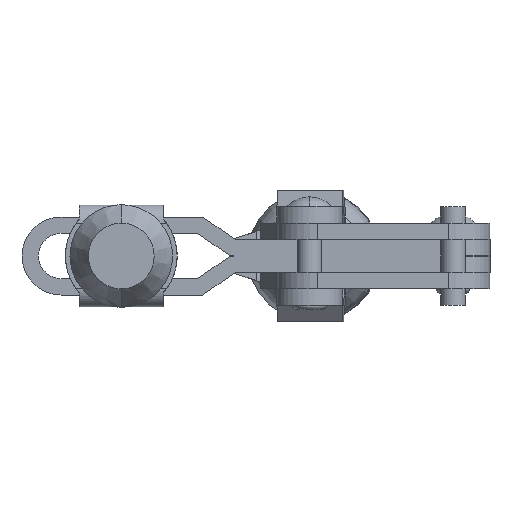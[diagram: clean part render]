
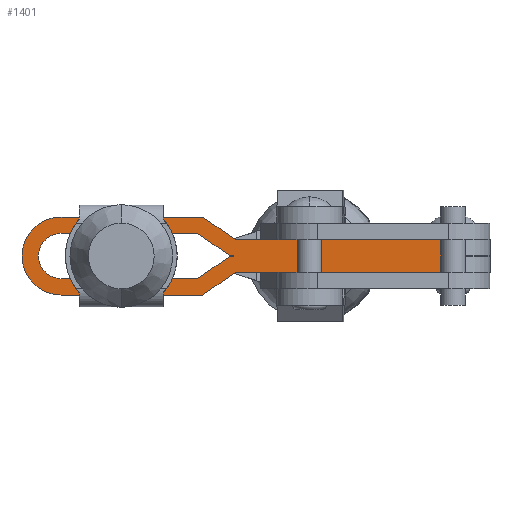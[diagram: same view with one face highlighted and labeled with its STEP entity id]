
A CAD part, front view. The second image highlights one B-rep face of the part: STEP entity #1401.
In plain terms, the highlighted planar face has unit normal (0, -1, 0).
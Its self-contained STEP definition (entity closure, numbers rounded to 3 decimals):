
#57 = VERTEX_POINT ( 'NONE', #5865 ) ;
#101 = VERTEX_POINT ( 'NONE', #130 ) ;
#103 = CARTESIAN_POINT ( 'NONE',  ( -5., 16., 0. ) ) ;
#130 = CARTESIAN_POINT ( 'NONE',  ( -31.621, 16., -2. ) ) ;
#140 = CARTESIAN_POINT ( 'NONE',  ( 2.004, 16., -2. ) ) ;
#169 = VERTEX_POINT ( 'NONE', #10168 ) ;
#220 = VECTOR ( 'NONE', #2389, 1000. ) ;
#301 = EDGE_CURVE ( 'NONE', #169, #8120, #4342, .T. ) ;
#342 = CIRCLE ( 'NONE', #8680, 2.75 ) ;
#359 = EDGE_CURVE ( 'NONE', #3309, #7000, #3578, .T. ) ;
#393 = LINE ( 'NONE', #8508, #8827 ) ;
#399 = DIRECTION ( 'NONE',  ( 1., 0., 0. ) ) ;
#449 = AXIS2_PLACEMENT_3D ( 'NONE', #6672, #1794, #7503 ) ;
#478 = LINE ( 'NONE', #3220, #220 ) ;
#509 = DIRECTION ( 'NONE',  ( 1., 0., 0. ) ) ;
#534 = CARTESIAN_POINT ( 'NONE',  ( -31., 16., -4. ) ) ;
#537 = CIRCLE ( 'NONE', #449, 4.75 ) ;
#1045 = EDGE_CURVE ( 'NONE', #7371, #3017, #478, .T. ) ;
#1134 = CARTESIAN_POINT ( 'NONE',  ( -5., 16., -6.75 ) ) ;
#1147 = CARTESIAN_POINT ( 'NONE',  ( -52.25, 16., -2. ) ) ;
#1195 = CARTESIAN_POINT ( 'NONE',  ( -35.621, 16., -4.75 ) ) ;
#1282 = CARTESIAN_POINT ( 'NONE',  ( -52.25, 16., -2. ) ) ;
#1296 = EDGE_CURVE ( 'NONE', #3059, #4545, #393, .T. ) ;
#1303 = ORIENTED_EDGE ( 'NONE', *, *, #7051, .F. ) ;
#1306 = EDGE_CURVE ( 'NONE', #7729, #7371, #6649, .T. ) ;
#1323 = VERTEX_POINT ( 'NONE', #1195 ) ;
#1401 = ADVANCED_FACE ( 'NONE', ( #5393 ), #8656, .F. ) ;
#1794 = DIRECTION ( 'NONE',  ( 0., 1., 0. ) ) ;
#1806 = VECTOR ( 'NONE', #9710, 1000. ) ;
#1961 = DIRECTION ( 'NONE',  ( 1., 0., 0. ) ) ;
#1972 = DIRECTION ( 'NONE',  ( 1., 0., 0. ) ) ;
#2294 = CARTESIAN_POINT ( 'NONE',  ( -52.25, 16., -6.75 ) ) ;
#2305 = VECTOR ( 'NONE', #1972, 1000. ) ;
#2389 = DIRECTION ( 'NONE',  ( 0.824, 0., -0.567 ) ) ;
#2434 = DIRECTION ( 'NONE',  ( 1., 0., 0. ) ) ;
#2619 = ORIENTED_EDGE ( 'NONE', *, *, #5298, .T. ) ;
#2908 = LINE ( 'NONE', #7324, #7243 ) ;
#2979 = VERTEX_POINT ( 'NONE', #2294 ) ;
#3017 = VERTEX_POINT ( 'NONE', #8832 ) ;
#3059 = VERTEX_POINT ( 'NONE', #4845 ) ;
#3115 = LINE ( 'NONE', #10189, #5039 ) ;
#3220 = CARTESIAN_POINT ( 'NONE',  ( -31., 16., 0. ) ) ;
#3259 = ORIENTED_EDGE ( 'NONE', *, *, #1306, .F. ) ;
#3309 = VERTEX_POINT ( 'NONE', #7769 ) ;
#3332 = DIRECTION ( 'NONE',  ( -0.824, 0., -0.567 ) ) ;
#3447 = VECTOR ( 'NONE', #4308, 1000. ) ;
#3460 = CARTESIAN_POINT ( 'NONE',  ( -35., 16., -6.75 ) ) ;
#3491 = LINE ( 'NONE', #534, #5674 ) ;
#3527 = ORIENTED_EDGE ( 'NONE', *, *, #9050, .F. ) ;
#3578 = LINE ( 'NONE', #1134, #9571 ) ;
#3588 = CARTESIAN_POINT ( 'NONE',  ( -31.621, 16., -2. ) ) ;
#3630 = DIRECTION ( 'NONE',  ( 0., 0., 1. ) ) ;
#3669 = CIRCLE ( 'NONE', #6080, 4.75 ) ;
#3741 = EDGE_CURVE ( 'NONE', #101, #1323, #5097, .T. ) ;
#3861 = EDGE_CURVE ( 'NONE', #4004, #169, #342, .T. ) ;
#3991 = EDGE_CURVE ( 'NONE', #3017, #7000, #2908, .T. ) ;
#4004 = VERTEX_POINT ( 'NONE', #7364 ) ;
#4227 = DIRECTION ( 'NONE',  ( -1., 0., 0. ) ) ;
#4265 = EDGE_CURVE ( 'NONE', #8058, #6101, #7993, .T. ) ;
#4277 = EDGE_CURVE ( 'NONE', #57, #7729, #3669, .T. ) ;
#4308 = DIRECTION ( 'NONE',  ( -1., 0., 0. ) ) ;
#4342 = CIRCLE ( 'NONE', #6449, 2.75 ) ;
#4360 = DIRECTION ( 'NONE',  ( -0.824, 0., -0.567 ) ) ;
#4403 = DIRECTION ( 'NONE',  ( 0.824, 0., -0.567 ) ) ;
#4443 = CARTESIAN_POINT ( 'NONE',  ( -35., 16., 2.75 ) ) ;
#4510 = CARTESIAN_POINT ( 'NONE',  ( -52.25, 16., -2. ) ) ;
#4545 = VERTEX_POINT ( 'NONE', #7312 ) ;
#4704 = LINE ( 'NONE', #5091, #6865 ) ;
#4728 = DIRECTION ( 'NONE',  ( 0., 1., 0. ) ) ;
#4787 = ORIENTED_EDGE ( 'NONE', *, *, #7201, .F. ) ;
#4845 = CARTESIAN_POINT ( 'NONE',  ( -5., 16., -4. ) ) ;
#4849 = ORIENTED_EDGE ( 'NONE', *, *, #3861, .T. ) ;
#5039 = VECTOR ( 'NONE', #399, 1000. ) ;
#5091 = CARTESIAN_POINT ( 'NONE',  ( 2.004, 16., -2. ) ) ;
#5097 = LINE ( 'NONE', #6799, #6990 ) ;
#5218 = DIRECTION ( 'NONE',  ( 0., 0., 1. ) ) ;
#5298 = EDGE_CURVE ( 'NONE', #1323, #4004, #8327, .T. ) ;
#5345 = DIRECTION ( 'NONE',  ( 1., 0., 0. ) ) ;
#5393 = FACE_OUTER_BOUND ( 'NONE', #7880, .T. ) ;
#5410 = DIRECTION ( 'NONE',  ( 0., 1., 0. ) ) ;
#5449 = DIRECTION ( 'NONE',  ( -1., 0., 0. ) ) ;
#5581 = ORIENTED_EDGE ( 'NONE', *, *, #359, .T. ) ;
#5617 = CARTESIAN_POINT ( 'NONE',  ( -52.25, 16., -4.75 ) ) ;
#5622 = LINE ( 'NONE', #9189, #3447 ) ;
#5674 = VECTOR ( 'NONE', #5449, 1000. ) ;
#5730 = LINE ( 'NONE', #140, #9797 ) ;
#5865 = CARTESIAN_POINT ( 'NONE',  ( -57., 16., -2. ) ) ;
#5989 = ORIENTED_EDGE ( 'NONE', *, *, #1296, .T. ) ;
#6059 = EDGE_CURVE ( 'NONE', #10171, #2979, #5622, .T. ) ;
#6080 = AXIS2_PLACEMENT_3D ( 'NONE', #1147, #6847, #1961 ) ;
#6101 = VERTEX_POINT ( 'NONE', #10019 ) ;
#6162 = ORIENTED_EDGE ( 'NONE', *, *, #3991, .F. ) ;
#6178 = ORIENTED_EDGE ( 'NONE', *, *, #301, .T. ) ;
#6213 = ORIENTED_EDGE ( 'NONE', *, *, #3741, .T. ) ;
#6420 = CARTESIAN_POINT ( 'NONE',  ( -35., 16., -6.75 ) ) ;
#6449 = AXIS2_PLACEMENT_3D ( 'NONE', #4510, #10216, #5345 ) ;
#6649 = LINE ( 'NONE', #10152, #2305 ) ;
#6672 = CARTESIAN_POINT ( 'NONE',  ( -52.25, 16., -2. ) ) ;
#6799 = CARTESIAN_POINT ( 'NONE',  ( -31.621, 16., -2. ) ) ;
#6847 = DIRECTION ( 'NONE',  ( 0., 1., 0. ) ) ;
#6865 = VECTOR ( 'NONE', #9973, 1000. ) ;
#6990 = VECTOR ( 'NONE', #4360, 1000. ) ;
#7000 = VERTEX_POINT ( 'NONE', #103 ) ;
#7051 = EDGE_CURVE ( 'NONE', #101, #4545, #4704, .T. ) ;
#7201 = EDGE_CURVE ( 'NONE', #3309, #6101, #5730, .T. ) ;
#7243 = VECTOR ( 'NONE', #2434, 1000. ) ;
#7312 = CARTESIAN_POINT ( 'NONE',  ( -5., 16., -2. ) ) ;
#7324 = CARTESIAN_POINT ( 'NONE',  ( 0., 16., 0. ) ) ;
#7364 = CARTESIAN_POINT ( 'NONE',  ( -52.25, 16., -4.75 ) ) ;
#7371 = VERTEX_POINT ( 'NONE', #4443 ) ;
#7503 = DIRECTION ( 'NONE',  ( 1., 0., 0. ) ) ;
#7729 = VERTEX_POINT ( 'NONE', #10564 ) ;
#7769 = CARTESIAN_POINT ( 'NONE',  ( -5., 16., -2. ) ) ;
#7869 = ORIENTED_EDGE ( 'NONE', *, *, #6059, .F. ) ;
#7880 = EDGE_LOOP ( 'NONE', ( #5989, #1303, #6213, #2619, #4849, #6178, #10097, #10429, #4787, #5581, #6162, #9985, #3259, #9813, #9228, #7869, #3527, #10586 ) ) ;
#7993 = LINE ( 'NONE', #3588, #9920 ) ;
#8013 = CARTESIAN_POINT ( 'NONE',  ( -31., 16., -4. ) ) ;
#8058 = VERTEX_POINT ( 'NONE', #8077 ) ;
#8077 = CARTESIAN_POINT ( 'NONE',  ( -35.621, 16., 0.75 ) ) ;
#8120 = VERTEX_POINT ( 'NONE', #8973 ) ;
#8327 = LINE ( 'NONE', #5617, #1806 ) ;
#8353 = AXIS2_PLACEMENT_3D ( 'NONE', #1282, #5410, #509 ) ;
#8452 = LINE ( 'NONE', #6420, #10372 ) ;
#8508 = CARTESIAN_POINT ( 'NONE',  ( -5., 16., -6.75 ) ) ;
#8568 = EDGE_CURVE ( 'NONE', #2979, #57, #537, .T. ) ;
#8656 = PLANE ( 'NONE',  #8353 ) ;
#8680 = AXIS2_PLACEMENT_3D ( 'NONE', #9619, #4728, #10441 ) ;
#8827 = VECTOR ( 'NONE', #3630, 1000. ) ;
#8832 = CARTESIAN_POINT ( 'NONE',  ( -31., 16., 0. ) ) ;
#8973 = CARTESIAN_POINT ( 'NONE',  ( -52.25, 16., 0.75 ) ) ;
#9050 = EDGE_CURVE ( 'NONE', #10380, #10171, #8452, .T. ) ;
#9189 = CARTESIAN_POINT ( 'NONE',  ( -52.25, 16., -6.75 ) ) ;
#9228 = ORIENTED_EDGE ( 'NONE', *, *, #8568, .F. ) ;
#9571 = VECTOR ( 'NONE', #5218, 1000. ) ;
#9619 = CARTESIAN_POINT ( 'NONE',  ( -52.25, 16., -2. ) ) ;
#9710 = DIRECTION ( 'NONE',  ( -1., 0., 0. ) ) ;
#9797 = VECTOR ( 'NONE', #4227, 1000. ) ;
#9813 = ORIENTED_EDGE ( 'NONE', *, *, #4277, .F. ) ;
#9920 = VECTOR ( 'NONE', #4403, 1000. ) ;
#9973 = DIRECTION ( 'NONE',  ( 1., 0., 0. ) ) ;
#9985 = ORIENTED_EDGE ( 'NONE', *, *, #1045, .F. ) ;
#10019 = CARTESIAN_POINT ( 'NONE',  ( -31.621, 16., -2. ) ) ;
#10097 = ORIENTED_EDGE ( 'NONE', *, *, #10417, .T. ) ;
#10152 = CARTESIAN_POINT ( 'NONE',  ( -35., 16., 2.75 ) ) ;
#10168 = CARTESIAN_POINT ( 'NONE',  ( -55., 16., -2. ) ) ;
#10171 = VERTEX_POINT ( 'NONE', #3460 ) ;
#10189 = CARTESIAN_POINT ( 'NONE',  ( -52.25, 16., 0.75 ) ) ;
#10216 = DIRECTION ( 'NONE',  ( 0., 1., 0. ) ) ;
#10372 = VECTOR ( 'NONE', #3332, 1000. ) ;
#10380 = VERTEX_POINT ( 'NONE', #8013 ) ;
#10417 = EDGE_CURVE ( 'NONE', #8120, #8058, #3115, .T. ) ;
#10429 = ORIENTED_EDGE ( 'NONE', *, *, #4265, .T. ) ;
#10441 = DIRECTION ( 'NONE',  ( 1., 0., 0. ) ) ;
#10546 = EDGE_CURVE ( 'NONE', #3059, #10380, #3491, .T. ) ;
#10564 = CARTESIAN_POINT ( 'NONE',  ( -52.25, 16., 2.75 ) ) ;
#10586 = ORIENTED_EDGE ( 'NONE', *, *, #10546, .F. ) ;
